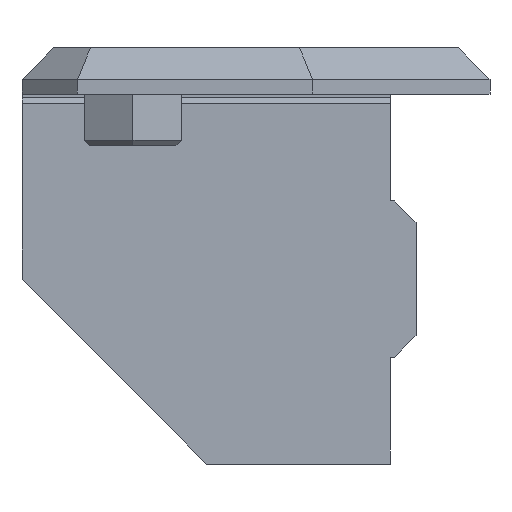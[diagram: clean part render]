
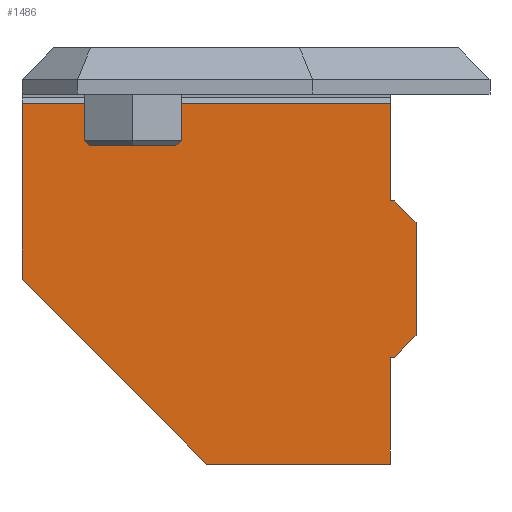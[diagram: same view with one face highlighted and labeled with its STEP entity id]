
A CAD part, front view. The second image highlights one B-rep face of the part: STEP entity #1486.
In plain terms, the highlighted planar face has unit normal (0, -1, 0).
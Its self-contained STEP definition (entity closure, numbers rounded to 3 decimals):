
#83=FACE_OUTER_BOUND('',#174,.T.);
#174=EDGE_LOOP('',(#1165,#1166,#1167,#1168,#1169,#1170,#1171,#1172,#1173,
#1174,#1175));
#234=LINE('',#2070,#429);
#238=LINE('',#2077,#433);
#253=LINE('',#2108,#448);
#341=LINE('',#2294,#536);
#342=LINE('',#2297,#537);
#344=LINE('',#2301,#539);
#345=LINE('',#2303,#540);
#346=LINE('',#2305,#541);
#347=LINE('',#2307,#542);
#348=LINE('',#2309,#543);
#349=LINE('',#2310,#544);
#429=VECTOR('',#1670,10.);
#433=VECTOR('',#1676,10.);
#448=VECTOR('',#1699,10.);
#536=VECTOR('',#1867,10.);
#537=VECTOR('',#1870,10.);
#539=VECTOR('',#1874,10.);
#540=VECTOR('',#1875,10.);
#541=VECTOR('',#1876,10.);
#542=VECTOR('',#1877,10.);
#543=VECTOR('',#1878,10.);
#544=VECTOR('',#1879,10.);
#621=VERTEX_POINT('',#2067);
#622=VERTEX_POINT('',#2069);
#624=VERTEX_POINT('',#2075);
#636=VERTEX_POINT('',#2107);
#694=VERTEX_POINT('',#2292);
#695=VERTEX_POINT('',#2296);
#696=VERTEX_POINT('',#2300);
#697=VERTEX_POINT('',#2302);
#698=VERTEX_POINT('',#2304);
#699=VERTEX_POINT('',#2306);
#700=VERTEX_POINT('',#2308);
#754=EDGE_CURVE('',#621,#622,#234,.T.);
#758=EDGE_CURVE('',#624,#621,#238,.T.);
#773=EDGE_CURVE('',#636,#622,#253,.T.);
#867=EDGE_CURVE('',#694,#636,#341,.T.);
#868=EDGE_CURVE('',#694,#695,#342,.T.);
#870=EDGE_CURVE('',#696,#624,#344,.T.);
#871=EDGE_CURVE('',#697,#696,#345,.T.);
#872=EDGE_CURVE('',#698,#697,#346,.T.);
#873=EDGE_CURVE('',#699,#698,#347,.T.);
#874=EDGE_CURVE('',#700,#699,#348,.T.);
#875=EDGE_CURVE('',#695,#700,#349,.T.);
#1165=ORIENTED_EDGE('',*,*,#754,.F.);
#1166=ORIENTED_EDGE('',*,*,#758,.F.);
#1167=ORIENTED_EDGE('',*,*,#870,.F.);
#1168=ORIENTED_EDGE('',*,*,#871,.F.);
#1169=ORIENTED_EDGE('',*,*,#872,.F.);
#1170=ORIENTED_EDGE('',*,*,#873,.F.);
#1171=ORIENTED_EDGE('',*,*,#874,.F.);
#1172=ORIENTED_EDGE('',*,*,#875,.F.);
#1173=ORIENTED_EDGE('',*,*,#868,.F.);
#1174=ORIENTED_EDGE('',*,*,#867,.T.);
#1175=ORIENTED_EDGE('',*,*,#773,.T.);
#1400=PLANE('',#1600);
#1486=ADVANCED_FACE('',(#83),#1400,.T.);
#1600=AXIS2_PLACEMENT_3D('',#2299,#1872,#1873);
#1670=DIRECTION('',(-0.707,0.,0.707));
#1676=DIRECTION('',(-1.,0.,0.));
#1699=DIRECTION('',(0.,0.,-1.));
#1867=DIRECTION('',(-1.,0.,0.));
#1870=DIRECTION('',(0.,0.,-1.));
#1872=DIRECTION('center_axis',(0.,-1.,0.));
#1873=DIRECTION('ref_axis',(-1.,0.,0.));
#1874=DIRECTION('',(0.,0.,-1.));
#1875=DIRECTION('',(-1.,0.,0.));
#1876=DIRECTION('',(-0.707,0.,-0.707));
#1877=DIRECTION('',(0.,0.,-1.));
#1878=DIRECTION('',(0.707,0.,-0.707));
#1879=DIRECTION('',(1.,0.,0.));
#2067=CARTESIAN_POINT('',(10.,14.55,-20.));
#2069=CARTESIAN_POINT('',(0.,14.55,-10.));
#2070=CARTESIAN_POINT('',(4.975,14.55,-14.975));
#2075=CARTESIAN_POINT('',(19.9,14.55,-20.));
#2077=CARTESIAN_POINT('',(0.,14.55,-20.));
#2107=CARTESIAN_POINT('',(0.,14.55,-0.5));
#2108=CARTESIAN_POINT('',(0.,14.55,0.));
#2292=CARTESIAN_POINT('',(19.9,14.55,-0.5));
#2294=CARTESIAN_POINT('',(9.95,14.55,-0.5));
#2296=CARTESIAN_POINT('',(19.9,14.55,-5.775));
#2297=CARTESIAN_POINT('',(19.9,14.55,0.));
#2299=CARTESIAN_POINT('Origin',(19.9,14.55,0.));
#2300=CARTESIAN_POINT('',(19.9,14.55,-14.225));
#2301=CARTESIAN_POINT('',(19.9,14.55,0.));
#2302=CARTESIAN_POINT('',(20.125,14.55,-14.225));
#2303=CARTESIAN_POINT('',(20.25,14.55,-14.225));
#2304=CARTESIAN_POINT('',(21.3,14.55,-13.05));
#2305=CARTESIAN_POINT('',(21.3,14.55,-13.05));
#2306=CARTESIAN_POINT('',(21.3,14.55,-6.95));
#2307=CARTESIAN_POINT('',(21.3,14.55,-11.525));
#2308=CARTESIAN_POINT('',(20.125,14.55,-5.775));
#2309=CARTESIAN_POINT('',(21.888,14.55,-7.538));
#2310=CARTESIAN_POINT('',(20.363,14.55,-5.775));
